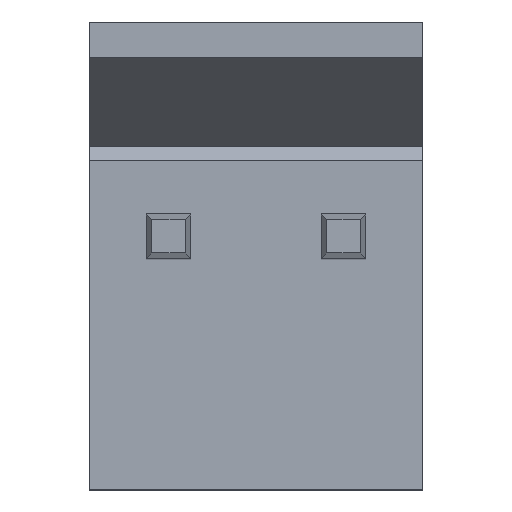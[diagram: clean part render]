
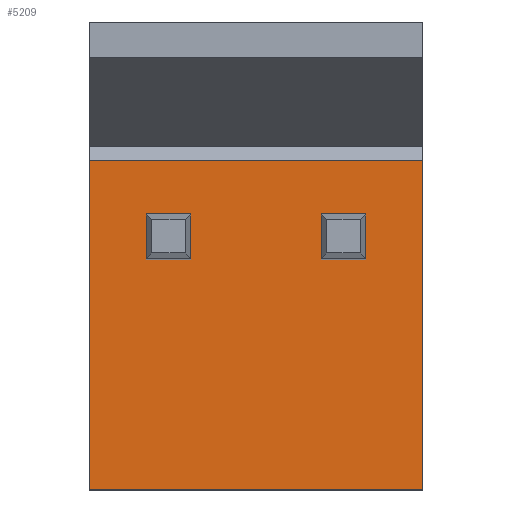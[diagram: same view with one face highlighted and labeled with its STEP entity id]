
A CAD part, top view. The second image highlights one B-rep face of the part: STEP entity #5209.
In plain terms, the highlighted planar face has unit normal (0, 0, 1).
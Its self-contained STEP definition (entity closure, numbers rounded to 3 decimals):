
#394=ORIENTED_EDGE('',*,*,#1458,.T.);
#395=ORIENTED_EDGE('',*,*,#1459,.T.);
#396=ORIENTED_EDGE('',*,*,#1460,.T.);
#397=ORIENTED_EDGE('',*,*,#1461,.T.);
#398=ORIENTED_EDGE('',*,*,#1462,.T.);
#399=ORIENTED_EDGE('',*,*,#1463,.T.);
#400=ORIENTED_EDGE('',*,*,#1464,.T.);
#401=ORIENTED_EDGE('',*,*,#1465,.T.);
#402=ORIENTED_EDGE('',*,*,#1466,.T.);
#403=ORIENTED_EDGE('',*,*,#1467,.T.);
#404=ORIENTED_EDGE('',*,*,#1468,.F.);
#405=ORIENTED_EDGE('',*,*,#1469,.F.);
#1458=EDGE_CURVE('',#1992,#1993,#2352,.T.);
#1459=EDGE_CURVE('',#1993,#1994,#2353,.T.);
#1460=EDGE_CURVE('',#1994,#1995,#2354,.T.);
#1461=EDGE_CURVE('',#1995,#1992,#2355,.T.);
#1462=EDGE_CURVE('',#1996,#1997,#2356,.T.);
#1463=EDGE_CURVE('',#1997,#1998,#2357,.T.);
#1464=EDGE_CURVE('',#1998,#1999,#2358,.T.);
#1465=EDGE_CURVE('',#1999,#1996,#2359,.T.);
#1466=EDGE_CURVE('',#2000,#2001,#2360,.T.);
#1467=EDGE_CURVE('',#2001,#2002,#2361,.T.);
#1468=EDGE_CURVE('',#2003,#2002,#2362,.T.);
#1469=EDGE_CURVE('',#2000,#2003,#2363,.T.);
#1992=VERTEX_POINT('',#6387);
#1993=VERTEX_POINT('',#6388);
#1994=VERTEX_POINT('',#6390);
#1995=VERTEX_POINT('',#6392);
#1996=VERTEX_POINT('',#6395);
#1997=VERTEX_POINT('',#6396);
#1998=VERTEX_POINT('',#6398);
#1999=VERTEX_POINT('',#6400);
#2000=VERTEX_POINT('',#6403);
#2001=VERTEX_POINT('',#6404);
#2002=VERTEX_POINT('',#6406);
#2003=VERTEX_POINT('',#6408);
#2352=LINE('',#6386,#2620);
#2353=LINE('',#6389,#2621);
#2354=LINE('',#6391,#2622);
#2355=LINE('',#6393,#2623);
#2356=LINE('',#6394,#2624);
#2357=LINE('',#6397,#2625);
#2358=LINE('',#6399,#2626);
#2359=LINE('',#6401,#2627);
#2360=LINE('',#6402,#2628);
#2361=LINE('',#6405,#2629);
#2362=LINE('',#6407,#2630);
#2363=LINE('',#6409,#2631);
#2620=VECTOR('',#5704,1000.);
#2621=VECTOR('',#5705,1000.);
#2622=VECTOR('',#5706,1000.);
#2623=VECTOR('',#5707,1000.);
#2624=VECTOR('',#5708,1000.);
#2625=VECTOR('',#5709,1000.);
#2626=VECTOR('',#5710,1000.);
#2627=VECTOR('',#5711,1000.);
#2628=VECTOR('',#5712,1000.);
#2629=VECTOR('',#5713,1000.);
#2630=VECTOR('',#5714,1000.);
#2631=VECTOR('',#5715,1000.);
#2870=EDGE_LOOP('',(#394,#395,#396,#397));
#2871=EDGE_LOOP('',(#398,#399,#400,#401));
#2872=EDGE_LOOP('',(#402,#403,#404,#405));
#3126=FACE_BOUND('',#2870,.T.);
#3127=FACE_BOUND('',#2871,.T.);
#3128=FACE_BOUND('',#2872,.T.);
#3378=PLANE('',#5468);
#5209=ADVANCED_FACE('',(#3126,#3127,#3128),#3378,.T.);
#5468=AXIS2_PLACEMENT_3D('',#6385,#5702,#5703);
#5702=DIRECTION('',(0.,0.,1.));
#5703=DIRECTION('',(1.,0.,0.));
#5704=DIRECTION('',(0.,-1.,0.));
#5705=DIRECTION('',(-1.,0.,0.));
#5706=DIRECTION('',(0.,1.,0.));
#5707=DIRECTION('',(1.,0.,0.));
#5708=DIRECTION('',(-1.,0.,0.));
#5709=DIRECTION('',(0.,1.,0.));
#5710=DIRECTION('',(1.,0.,0.));
#5711=DIRECTION('',(0.,-1.,0.));
#5712=DIRECTION('',(0.,1.,0.));
#5713=DIRECTION('',(-1.,0.,0.));
#5714=DIRECTION('',(0.,1.,0.));
#5715=DIRECTION('',(-1.,0.,0.));
#6385=CARTESIAN_POINT('',(3.758,-5.715,2.819));
#6386=CARTESIAN_POINT('',(2.488,0.508,2.819));
#6387=CARTESIAN_POINT('',(2.488,0.508,2.819));
#6388=CARTESIAN_POINT('',(2.488,-0.508,2.819));
#6389=CARTESIAN_POINT('',(2.488,-0.508,2.819));
#6390=CARTESIAN_POINT('',(1.472,-0.508,2.819));
#6391=CARTESIAN_POINT('',(1.472,-0.508,2.819));
#6392=CARTESIAN_POINT('',(1.472,0.508,2.819));
#6393=CARTESIAN_POINT('',(1.472,0.508,2.819));
#6394=CARTESIAN_POINT('',(-1.472,-0.508,2.819));
#6395=CARTESIAN_POINT('',(-1.472,-0.508,2.819));
#6396=CARTESIAN_POINT('',(-2.488,-0.508,2.819));
#6397=CARTESIAN_POINT('',(-2.488,-0.508,2.819));
#6398=CARTESIAN_POINT('',(-2.488,0.508,2.819));
#6399=CARTESIAN_POINT('',(-2.488,0.508,2.819));
#6400=CARTESIAN_POINT('',(-1.472,0.508,2.819));
#6401=CARTESIAN_POINT('',(-1.472,0.508,2.819));
#6402=CARTESIAN_POINT('',(3.758,-5.715,2.819));
#6403=CARTESIAN_POINT('',(3.758,-5.715,2.819));
#6404=CARTESIAN_POINT('',(3.758,1.725,2.819));
#6405=CARTESIAN_POINT('',(3.758,1.725,2.819));
#6406=CARTESIAN_POINT('',(-3.758,1.725,2.819));
#6407=CARTESIAN_POINT('',(-3.758,-5.715,2.819));
#6408=CARTESIAN_POINT('',(-3.758,-5.715,2.819));
#6409=CARTESIAN_POINT('',(3.758,-5.715,2.819));
